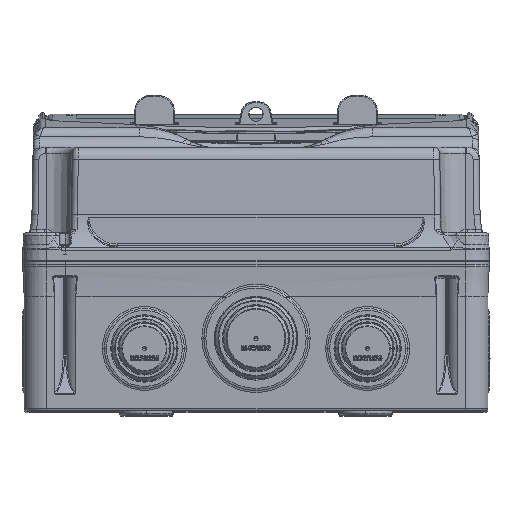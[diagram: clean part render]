
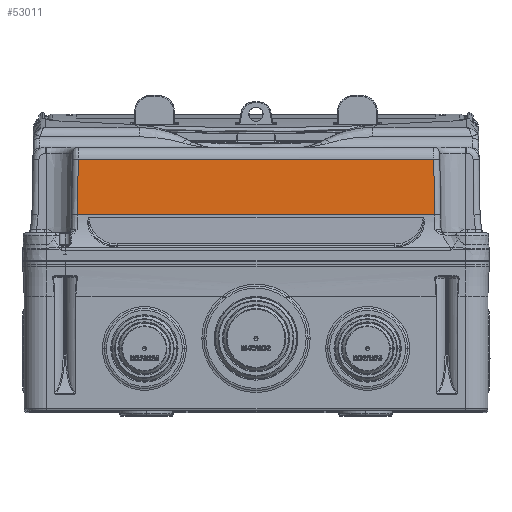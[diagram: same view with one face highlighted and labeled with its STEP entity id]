
A CAD part, top view. The second image highlights one B-rep face of the part: STEP entity #53011.
In plain terms, the highlighted planar face has unit normal (0, 0.018, 1).
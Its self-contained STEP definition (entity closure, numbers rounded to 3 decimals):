
#9840 = LINE ( 'NONE', #246958, #154080 ) ;
#31267 = EDGE_CURVE ( 'NONE', #278081, #291849, #111270, .T. ) ;
#43032 = CARTESIAN_POINT ( 'NONE',  ( -87.567, 126.105, 230.43 ) ) ;
#53011 = ADVANCED_FACE ( 'NONE', ( #57410 ), #174524, .T. ) ;
#55630 = EDGE_CURVE ( 'NONE', #72893, #278081, #162602, .T. ) ;
#57410 = FACE_OUTER_BOUND ( 'NONE', #77530, .T. ) ;
#60652 = VECTOR ( 'NONE', #140760, 1000. ) ;
#72893 = VERTEX_POINT ( 'NONE', #159519 ) ;
#77530 = EDGE_LOOP ( 'NONE', ( #164241, #303983, #307995, #79997 ) ) ;
#79997 = ORIENTED_EDGE ( 'NONE', *, *, #55630, .T. ) ;
#106666 = CARTESIAN_POINT ( 'NONE',  ( 87.465, 131.948, 230.328 ) ) ;
#110563 = AXIS2_PLACEMENT_3D ( 'NONE', #269725, #152590, #200964 ) ;
#111143 = CARTESIAN_POINT ( 'NONE',  ( -92., 98.634, 230.91 ) ) ;
#111270 = LINE ( 'NONE', #106666, #159087 ) ;
#116998 = CARTESIAN_POINT ( 'NONE',  ( -88.047, 98.582, 230.911 ) ) ;
#140760 = DIRECTION ( 'NONE',  ( 1., 0., 0. ) ) ;
#143507 = LINE ( 'NONE', #116998, #247658 ) ;
#152590 = DIRECTION ( 'NONE',  ( 0., 0.017, 1. ) ) ;
#154080 = VECTOR ( 'NONE', #203184, 1000. ) ;
#155027 = DIRECTION ( 'NONE',  ( -0.017, 1., -0.017 ) ) ;
#159087 = VECTOR ( 'NONE', #155027, 1000. ) ;
#159519 = CARTESIAN_POINT ( 'NONE',  ( -88.046, 98.634, 230.91 ) ) ;
#162602 = LINE ( 'NONE', #111143, #60652 ) ;
#164241 = ORIENTED_EDGE ( 'NONE', *, *, #31267, .T. ) ;
#172373 = VERTEX_POINT ( 'NONE', #43032 ) ;
#174524 = PLANE ( 'NONE',  #110563 ) ;
#186067 = CARTESIAN_POINT ( 'NONE',  ( 88.046, 98.634, 230.91 ) ) ;
#200964 = DIRECTION ( 'NONE',  ( 0., -1., 0.017 ) ) ;
#203184 = DIRECTION ( 'NONE',  ( -1., 0., 0. ) ) ;
#206260 = CARTESIAN_POINT ( 'NONE',  ( 87.567, 126.105, 230.43 ) ) ;
#208494 = EDGE_CURVE ( 'NONE', #291849, #172373, #9840, .T. ) ;
#246958 = CARTESIAN_POINT ( 'NONE',  ( -87.464, 126.105, 230.43 ) ) ;
#247658 = VECTOR ( 'NONE', #308942, 1000. ) ;
#269725 = CARTESIAN_POINT ( 'NONE',  ( -92., 82., 231.2 ) ) ;
#278081 = VERTEX_POINT ( 'NONE', #186067 ) ;
#291849 = VERTEX_POINT ( 'NONE', #206260 ) ;
#303983 = ORIENTED_EDGE ( 'NONE', *, *, #208494, .T. ) ;
#307436 = EDGE_CURVE ( 'NONE', #172373, #72893, #143507, .T. ) ;
#307995 = ORIENTED_EDGE ( 'NONE', *, *, #307436, .T. ) ;
#308942 = DIRECTION ( 'NONE',  ( -0.017, -1., 0.017 ) ) ;
